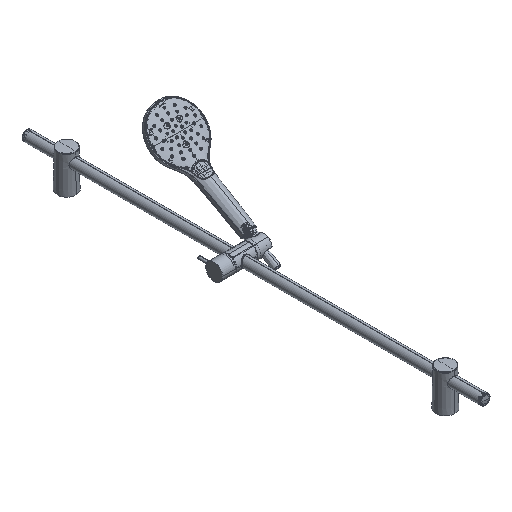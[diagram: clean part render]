
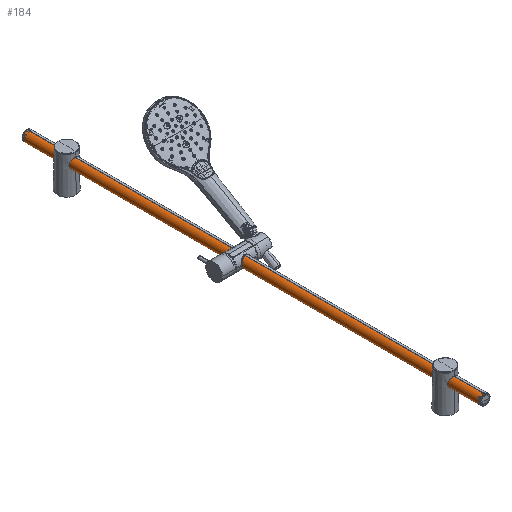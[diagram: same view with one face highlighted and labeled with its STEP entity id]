
A CAD part, isometric view. The second image highlights one B-rep face of the part: STEP entity #184.
In plain terms, the highlighted cylindrical face has radius 10.3 mm (diameter 20.6 mm), a partial arc.
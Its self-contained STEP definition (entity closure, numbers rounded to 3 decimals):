
#39=CARTESIAN_POINT('',(0.,0.,0.));
#40=DIRECTION('',(0.,1.,0.));
#41=DIRECTION('',(-1.,0.,0.));
#42=AXIS2_PLACEMENT_3D('',#39,#40,#41);
#63=DIRECTION('',(0.,1.,0.));
#64=VECTOR('',#63,930.);
#65=CARTESIAN_POINT('',(10.3,0.,0.));
#66=LINE('',#65,#64);
#70=DIRECTION('',(0.,-1.,0.));
#71=VECTOR('',#70,930.);
#72=CARTESIAN_POINT('',(-10.3,930.,0.));
#73=LINE('',#72,#71);
#77=CARTESIAN_POINT('',(0.,930.,0.));
#78=DIRECTION('',(0.,1.,0.));
#79=DIRECTION('',(-1.,0.,0.));
#80=AXIS2_PLACEMENT_3D('',#77,#78,#79);
#123=CARTESIAN_POINT('',(10.3,0.,0.));
#124=CARTESIAN_POINT('',(-10.3,0.,0.));
#125=VERTEX_POINT('',#123);
#126=VERTEX_POINT('',#124);
#131=CARTESIAN_POINT('',(-10.3,930.,0.));
#132=CARTESIAN_POINT('',(10.3,930.,0.));
#133=VERTEX_POINT('',#131);
#134=VERTEX_POINT('',#132);
#172=CARTESIAN_POINT('',(0.,0.,0.));
#173=DIRECTION('',(0.,1.,0.));
#174=DIRECTION('',(1.,0.,0.));
#175=AXIS2_PLACEMENT_3D('',#172,#173,#174);
#176=CYLINDRICAL_SURFACE('',#175,10.3);
#177=ORIENTED_EDGE('',*,*,#166,.F.);
#179=ORIENTED_EDGE('',*,*,#178,.T.);
#180=ORIENTED_EDGE('',*,*,#162,.F.);
#181=ORIENTED_EDGE('',*,*,#146,.F.);
#182=EDGE_LOOP('',(#177,#179,#180,#181));
#183=FACE_OUTER_BOUND('',#182,.F.);
#184=ADVANCED_FACE('',(#183),#176,.T.);
#43=CIRCLE('',#42,10.3);
#81=CIRCLE('',#80,10.3);
#146=EDGE_CURVE('',#126,#125,#43,.T.);
#162=EDGE_CURVE('',#125,#134,#66,.T.);
#166=EDGE_CURVE('',#133,#126,#73,.T.);
#178=EDGE_CURVE('',#133,#134,#81,.T.);
